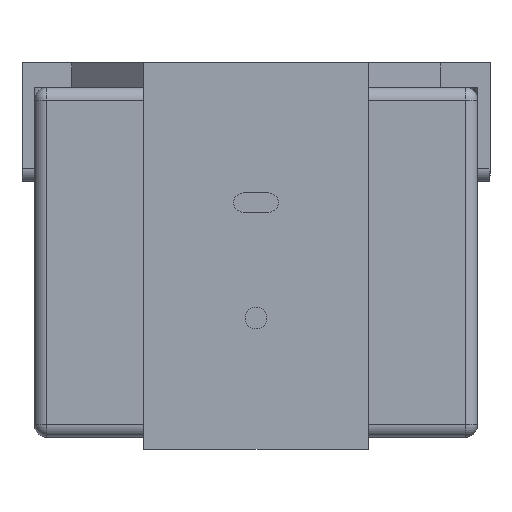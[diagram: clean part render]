
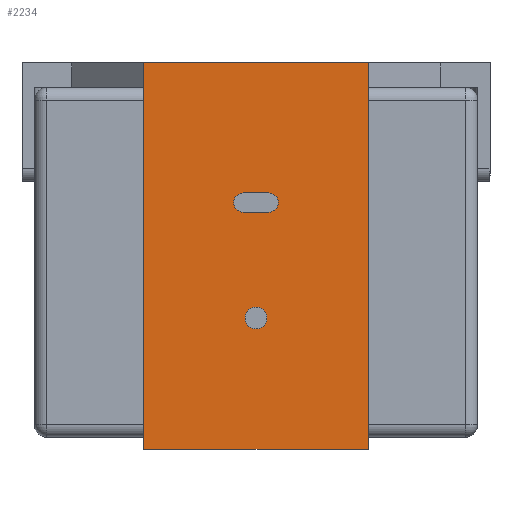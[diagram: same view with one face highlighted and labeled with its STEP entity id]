
A CAD part, top view. The second image highlights one B-rep face of the part: STEP entity #2234.
In plain terms, the highlighted face is planar.
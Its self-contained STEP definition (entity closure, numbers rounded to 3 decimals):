
#23 = CARTESIAN_POINT ( 'NONE',  ( -2.025, -10.1, 0. ) ) ;
#29 = EDGE_CURVE ( 'NONE', #1480, #31, #726, .T. ) ;
#31 = VERTEX_POINT ( 'NONE', #23 ) ;
#42 = CARTESIAN_POINT ( 'NONE',  ( -2.025, -7., 0. ) ) ;
#62 = ORIENTED_EDGE ( 'NONE', *, *, #2943, .F. ) ;
#124 = CIRCLE ( 'NONE', #1165, 1.75 ) ;
#131 = ORIENTED_EDGE ( 'NONE', *, *, #746, .F. ) ;
#167 = EDGE_CURVE ( 'NONE', #234, #1445, #124, .T. ) ;
#173 = DIRECTION ( 'NONE',  ( 0., 0., -1. ) ) ;
#181 = FACE_OUTER_BOUND ( 'NONE', #1048, .T. ) ;
#188 = CARTESIAN_POINT ( 'NONE',  ( 0., 0., 0. ) ) ;
#234 = VERTEX_POINT ( 'NONE', #594 ) ;
#248 = CIRCLE ( 'NONE', #513, 1.55 ) ;
#256 = AXIS2_PLACEMENT_3D ( 'NONE', #1464, #769, #557 ) ;
#266 = CARTESIAN_POINT ( 'NONE',  ( -18., -31., 0. ) ) ;
#318 = ORIENTED_EDGE ( 'NONE', *, *, #1296, .F. ) ;
#457 = AXIS2_PLACEMENT_3D ( 'NONE', #1114, #1343, #2962 ) ;
#480 = DIRECTION ( 'NONE',  ( -1., 0., 0. ) ) ;
#513 = AXIS2_PLACEMENT_3D ( 'NONE', #1718, #173, #826 ) ;
#542 = DIRECTION ( 'NONE',  ( 0., -1., 0. ) ) ;
#557 = DIRECTION ( 'NONE',  ( -1., 0., 0. ) ) ;
#572 = LINE ( 'NONE', #1093, #1876 ) ;
#594 = CARTESIAN_POINT ( 'NONE',  ( 1.75, 9.95, 0. ) ) ;
#629 = PLANE ( 'NONE',  #660 ) ;
#660 = AXIS2_PLACEMENT_3D ( 'NONE', #188, #2950, #2437 ) ;
#726 = LINE ( 'NONE', #2562, #2317 ) ;
#746 = EDGE_CURVE ( 'NONE', #1858, #2923, #1289, .T. ) ;
#769 = DIRECTION ( 'NONE',  ( 0., 0., -1. ) ) ;
#787 = FACE_BOUND ( 'NONE', #1723, .T. ) ;
#815 = CIRCLE ( 'NONE', #1053, 1.55 ) ;
#826 = DIRECTION ( 'NONE',  ( -1., 0., 0. ) ) ;
#852 = CARTESIAN_POINT ( 'NONE',  ( 2.025, -8.55, 0. ) ) ;
#875 = DIRECTION ( 'NONE',  ( -1., 0., 0. ) ) ;
#897 = VERTEX_POINT ( 'NONE', #2826 ) ;
#913 = VECTOR ( 'NONE', #1570, 1000. ) ;
#948 = VECTOR ( 'NONE', #542, 1000. ) ;
#1048 = EDGE_LOOP ( 'NONE', ( #1478, #1965, #2252, #62 ) ) ;
#1053 = AXIS2_PLACEMENT_3D ( 'NONE', #852, #2930, #2179 ) ;
#1063 = EDGE_CURVE ( 'NONE', #1212, #2233, #1816, .T. ) ;
#1073 = CARTESIAN_POINT ( 'NONE',  ( -18., -31., 0. ) ) ;
#1077 = VERTEX_POINT ( 'NONE', #1115 ) ;
#1084 = DIRECTION ( 'NONE',  ( 1., 0., 0. ) ) ;
#1093 = CARTESIAN_POINT ( 'NONE',  ( -18., 31., 0. ) ) ;
#1114 = CARTESIAN_POINT ( 'NONE',  ( 2.025, -8.55, 0. ) ) ;
#1115 = CARTESIAN_POINT ( 'NONE',  ( 18., 31., 0. ) ) ;
#1165 = AXIS2_PLACEMENT_3D ( 'NONE', #2110, #2587, #1247 ) ;
#1212 = VERTEX_POINT ( 'NONE', #266 ) ;
#1217 = VECTOR ( 'NONE', #1084, 1000. ) ;
#1233 = CARTESIAN_POINT ( 'NONE',  ( 3.575, -8.55, 0. ) ) ;
#1243 = LINE ( 'NONE', #1656, #948 ) ;
#1247 = DIRECTION ( 'NONE',  ( -1., 0., 0. ) ) ;
#1289 = LINE ( 'NONE', #2606, #2677 ) ;
#1296 = EDGE_CURVE ( 'NONE', #1445, #234, #1533, .T. ) ;
#1337 = VERTEX_POINT ( 'NONE', #1233 ) ;
#1343 = DIRECTION ( 'NONE',  ( 0., 0., -1. ) ) ;
#1445 = VERTEX_POINT ( 'NONE', #2019 ) ;
#1464 = CARTESIAN_POINT ( 'NONE',  ( 0., 9.95, 0. ) ) ;
#1472 = ORIENTED_EDGE ( 'NONE', *, *, #1806, .F. ) ;
#1478 = ORIENTED_EDGE ( 'NONE', *, *, #1808, .F. ) ;
#1480 = VERTEX_POINT ( 'NONE', #1823 ) ;
#1494 = CARTESIAN_POINT ( 'NONE',  ( 2.025, -7., 0. ) ) ;
#1496 = DIRECTION ( 'NONE',  ( 1., 0., 0. ) ) ;
#1509 = ORIENTED_EDGE ( 'NONE', *, *, #1638, .F. ) ;
#1533 = CIRCLE ( 'NONE', #256, 1.75 ) ;
#1554 = CARTESIAN_POINT ( 'NONE',  ( 18., -31., 0. ) ) ;
#1570 = DIRECTION ( 'NONE',  ( 0., 1., 0. ) ) ;
#1634 = EDGE_CURVE ( 'NONE', #31, #1858, #248, .T. ) ;
#1638 = EDGE_CURVE ( 'NONE', #2923, #1337, #815, .T. ) ;
#1653 = EDGE_LOOP ( 'NONE', ( #2728, #318 ) ) ;
#1656 = CARTESIAN_POINT ( 'NONE',  ( -18., -31., 0. ) ) ;
#1673 = CIRCLE ( 'NONE', #457, 1.55 ) ;
#1718 = CARTESIAN_POINT ( 'NONE',  ( -2.025, -8.55, 0. ) ) ;
#1723 = EDGE_LOOP ( 'NONE', ( #2917, #1928, #1472, #1509, #131 ) ) ;
#1806 = EDGE_CURVE ( 'NONE', #1337, #1480, #1673, .T. ) ;
#1808 = EDGE_CURVE ( 'NONE', #2233, #1077, #1954, .T. ) ;
#1816 = LINE ( 'NONE', #1073, #1217 ) ;
#1823 = CARTESIAN_POINT ( 'NONE',  ( 2.025, -10.1, 0. ) ) ;
#1858 = VERTEX_POINT ( 'NONE', #42 ) ;
#1876 = VECTOR ( 'NONE', #875, 1000. ) ;
#1928 = ORIENTED_EDGE ( 'NONE', *, *, #29, .F. ) ;
#1954 = LINE ( 'NONE', #2261, #913 ) ;
#1965 = ORIENTED_EDGE ( 'NONE', *, *, #1063, .F. ) ;
#2019 = CARTESIAN_POINT ( 'NONE',  ( -1.75, 9.95, 0. ) ) ;
#2110 = CARTESIAN_POINT ( 'NONE',  ( 0., 9.95, 0. ) ) ;
#2179 = DIRECTION ( 'NONE',  ( -1., 0., 0. ) ) ;
#2233 = VERTEX_POINT ( 'NONE', #1554 ) ;
#2234 = ADVANCED_FACE ( 'NONE', ( #2486, #787, #181 ), #629, .T. ) ;
#2252 = ORIENTED_EDGE ( 'NONE', *, *, #2440, .F. ) ;
#2261 = CARTESIAN_POINT ( 'NONE',  ( 18., -31., 0. ) ) ;
#2317 = VECTOR ( 'NONE', #480, 1000. ) ;
#2437 = DIRECTION ( 'NONE',  ( -1., 0., 0. ) ) ;
#2440 = EDGE_CURVE ( 'NONE', #897, #1212, #1243, .T. ) ;
#2486 = FACE_BOUND ( 'NONE', #1653, .T. ) ;
#2562 = CARTESIAN_POINT ( 'NONE',  ( 0., -10.1, 0. ) ) ;
#2587 = DIRECTION ( 'NONE',  ( 0., 0., -1. ) ) ;
#2606 = CARTESIAN_POINT ( 'NONE',  ( 0., -7., 0. ) ) ;
#2677 = VECTOR ( 'NONE', #1496, 1000. ) ;
#2728 = ORIENTED_EDGE ( 'NONE', *, *, #167, .F. ) ;
#2826 = CARTESIAN_POINT ( 'NONE',  ( -18., 31., 0. ) ) ;
#2917 = ORIENTED_EDGE ( 'NONE', *, *, #1634, .F. ) ;
#2923 = VERTEX_POINT ( 'NONE', #1494 ) ;
#2930 = DIRECTION ( 'NONE',  ( 0., 0., -1. ) ) ;
#2943 = EDGE_CURVE ( 'NONE', #1077, #897, #572, .T. ) ;
#2950 = DIRECTION ( 'NONE',  ( 0., 0., -1. ) ) ;
#2962 = DIRECTION ( 'NONE',  ( -1., 0., 0. ) ) ;
